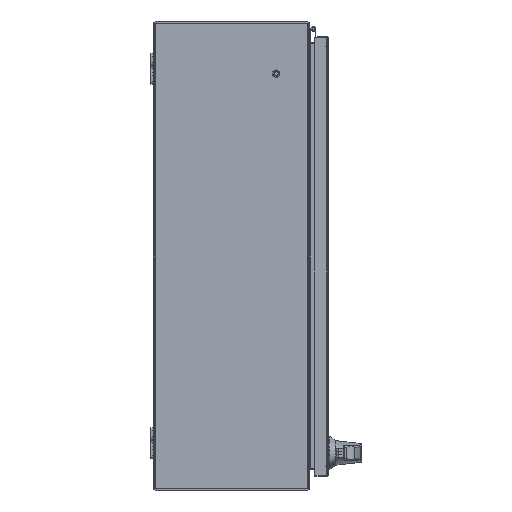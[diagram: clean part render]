
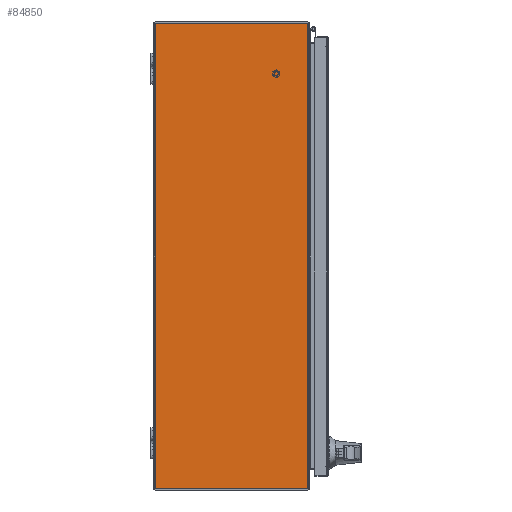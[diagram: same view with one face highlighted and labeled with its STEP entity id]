
A CAD part, front view. The second image highlights one B-rep face of the part: STEP entity #84850.
In plain terms, the highlighted face is planar.
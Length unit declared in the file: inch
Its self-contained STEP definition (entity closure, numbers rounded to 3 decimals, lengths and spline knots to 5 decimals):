
#10827 = LINE ( 'NONE', #114862, #90783 ) ;
#11961 = CARTESIAN_POINT ( 'NONE',  ( 14.892, -0.108, -18. ) ) ;
#17776 = DIRECTION ( 'NONE',  ( 0., 0., 1. ) ) ;
#18559 = CARTESIAN_POINT ( 'NONE',  ( 14.892, -0.06248, -18. ) ) ;
#19329 = EDGE_CURVE ( 'NONE', #94320, #112764, #70450, .T. ) ;
#19381 = ORIENTED_EDGE ( 'NONE', *, *, #19329, .F. ) ;
#20558 = DIRECTION ( 'NONE',  ( -1., 0., 0. ) ) ;
#22883 = VECTOR ( 'NONE', #105683, 39.37008 ) ;
#23664 = ORIENTED_EDGE ( 'NONE', *, *, #25721, .F. ) ;
#25721 = EDGE_CURVE ( 'NONE', #37747, #94320, #106432, .T. ) ;
#25743 = EDGE_LOOP ( 'NONE', ( #19381, #23664, #74204, #86581 ) ) ;
#37747 = VERTEX_POINT ( 'NONE', #44349 ) ;
#37810 = VECTOR ( 'NONE', #20558, 39.37008 ) ;
#44349 = CARTESIAN_POINT ( 'NONE',  ( -14.92792, -0.108, -18. ) ) ;
#44763 = EDGE_CURVE ( 'NONE', #78582, #112764, #10827, .T. ) ;
#45189 = DIRECTION ( 'NONE',  ( 0., -1., 0. ) ) ;
#47240 = AXIS2_PLACEMENT_3D ( 'NONE', #18559, #17776, #45189 ) ;
#51631 = FACE_OUTER_BOUND ( 'NONE', #25743, .T. ) ;
#66848 = CARTESIAN_POINT ( 'NONE',  ( 14.92792, -9.892, -18. ) ) ;
#70450 = LINE ( 'NONE', #104890, #22883 ) ;
#72856 = LINE ( 'NONE', #11961, #37810 ) ;
#74204 = ORIENTED_EDGE ( 'NONE', *, *, #93670, .F. ) ;
#78582 = VERTEX_POINT ( 'NONE', #78654 ) ;
#78654 = CARTESIAN_POINT ( 'NONE',  ( 14.92792, -0.108, -18. ) ) ;
#79391 = DIRECTION ( 'NONE',  ( 0., -1., 0. ) ) ;
#80879 = CARTESIAN_POINT ( 'NONE',  ( -14.92792, 39.37008, -18. ) ) ;
#84850 = ADVANCED_FACE ( 'NONE', ( #51631 ), #98810, .F. ) ;
#85535 = VECTOR ( 'NONE', #108577, 39.37008 ) ;
#86581 = ORIENTED_EDGE ( 'NONE', *, *, #44763, .T. ) ;
#90783 = VECTOR ( 'NONE', #79391, 39.37008 ) ;
#93670 = EDGE_CURVE ( 'NONE', #78582, #37747, #72856, .T. ) ;
#94320 = VERTEX_POINT ( 'NONE', #95685 ) ;
#95685 = CARTESIAN_POINT ( 'NONE',  ( -14.92792, -9.892, -18. ) ) ;
#98810 = PLANE ( 'NONE',  #47240 ) ;
#104890 = CARTESIAN_POINT ( 'NONE',  ( 14.892, -9.892, -18. ) ) ;
#105683 = DIRECTION ( 'NONE',  ( 1., 0., 0. ) ) ;
#106432 = LINE ( 'NONE', #80879, #85535 ) ;
#108577 = DIRECTION ( 'NONE',  ( 0., -1., 0. ) ) ;
#112764 = VERTEX_POINT ( 'NONE', #66848 ) ;
#114862 = CARTESIAN_POINT ( 'NONE',  ( 14.92792, 39.37008, -18. ) ) ;
